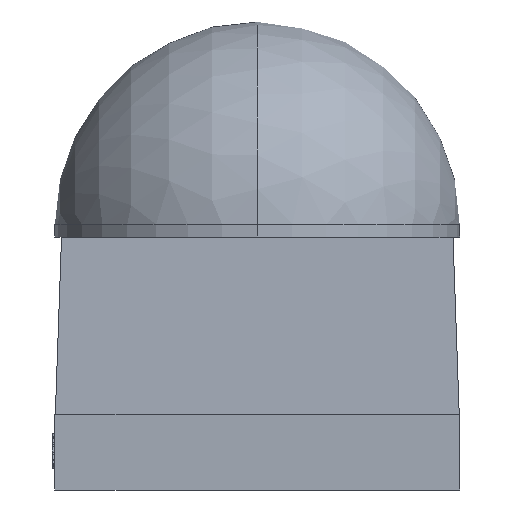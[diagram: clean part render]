
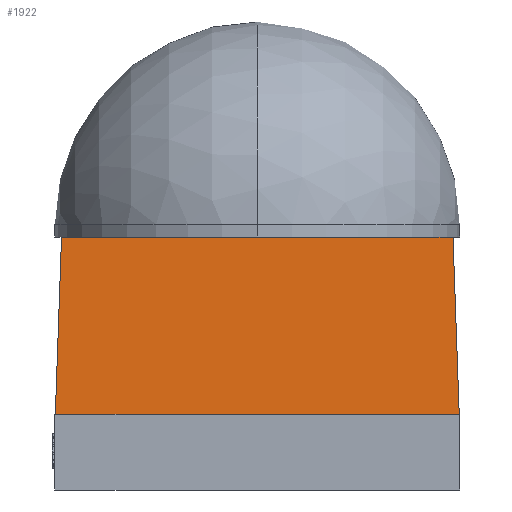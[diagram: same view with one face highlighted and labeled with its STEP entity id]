
A CAD part, left-side view. The second image highlights one B-rep face of the part: STEP entity #1922.
In plain terms, the highlighted planar face has unit normal (-0.999, 0, 0.035).
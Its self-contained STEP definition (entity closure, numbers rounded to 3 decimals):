
#589 = VERTEX_POINT ( 'NONE', #11445 ) ;
#1471 = VECTOR ( 'NONE', #8491, 1000. ) ;
#1659 = EDGE_CURVE ( 'NONE', #589, #14107, #15961, .T. ) ;
#1748 = DIRECTION ( 'NONE',  ( -0.999, 0., 0.035 ) ) ;
#1922 = ADVANCED_FACE ( 'NONE', ( #15141 ), #13916, .T. ) ;
#2772 = EDGE_CURVE ( 'NONE', #589, #9646, #7808, .T. ) ;
#2855 = ORIENTED_EDGE ( 'NONE', *, *, #2772, .F. ) ;
#4294 = DIRECTION ( 'NONE',  ( 0.035, 0., 0.999 ) ) ;
#4342 = EDGE_CURVE ( 'NONE', #14107, #7167, #11146, .T. ) ;
#4492 = CARTESIAN_POINT ( 'NONE',  ( -0.824, -0.774, 1. ) ) ;
#5579 = VECTOR ( 'NONE', #7391, 1000. ) ;
#6264 = EDGE_CURVE ( 'NONE', #9646, #7167, #10581, .T. ) ;
#6359 = VECTOR ( 'NONE', #12723, 1000. ) ;
#7167 = VERTEX_POINT ( 'NONE', #13572 ) ;
#7391 = DIRECTION ( 'NONE',  ( -0.035, 0.035, -0.999 ) ) ;
#7808 = LINE ( 'NONE', #13925, #6359 ) ;
#8359 = VECTOR ( 'NONE', #10760, 1000. ) ;
#8491 = DIRECTION ( 'NONE',  ( 0., -1., 0. ) ) ;
#8929 = ORIENTED_EDGE ( 'NONE', *, *, #1659, .T. ) ;
#9646 = VERTEX_POINT ( 'NONE', #4492 ) ;
#9734 = CARTESIAN_POINT ( 'NONE',  ( -0.85, 0.8, 0.25 ) ) ;
#10364 = ORIENTED_EDGE ( 'NONE', *, *, #4342, .T. ) ;
#10581 = LINE ( 'NONE', #14450, #8359 ) ;
#10760 = DIRECTION ( 'NONE',  ( -0.035, -0.035, -0.999 ) ) ;
#11146 = LINE ( 'NONE', #9734, #1471 ) ;
#11445 = CARTESIAN_POINT ( 'NONE',  ( -0.824, 0.774, 1. ) ) ;
#12464 = ORIENTED_EDGE ( 'NONE', *, *, #6264, .F. ) ;
#12494 = AXIS2_PLACEMENT_3D ( 'NONE', #12793, #1748, #4294 ) ;
#12723 = DIRECTION ( 'NONE',  ( 0., -1., 0. ) ) ;
#12793 = CARTESIAN_POINT ( 'NONE',  ( -0.85, 0.8, 0.25 ) ) ;
#13572 = CARTESIAN_POINT ( 'NONE',  ( -0.85, -0.8, 0.25 ) ) ;
#13916 = PLANE ( 'NONE',  #12494 ) ;
#13925 = CARTESIAN_POINT ( 'NONE',  ( -0.824, 0.8, 1. ) ) ;
#14107 = VERTEX_POINT ( 'NONE', #15510 ) ;
#14450 = CARTESIAN_POINT ( 'NONE',  ( -0.85, -0.8, 0.25 ) ) ;
#14653 = CARTESIAN_POINT ( 'NONE',  ( -0.85, 0.8, 0.25 ) ) ;
#15089 = EDGE_LOOP ( 'NONE', ( #10364, #12464, #2855, #8929 ) ) ;
#15141 = FACE_OUTER_BOUND ( 'NONE', #15089, .T. ) ;
#15510 = CARTESIAN_POINT ( 'NONE',  ( -0.85, 0.8, 0.25 ) ) ;
#15961 = LINE ( 'NONE', #14653, #5579 ) ;
